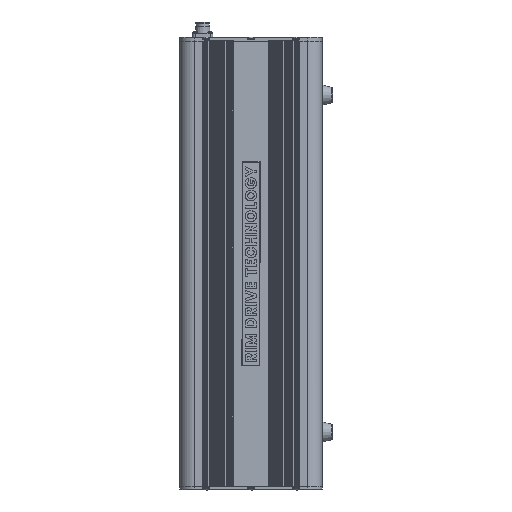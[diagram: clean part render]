
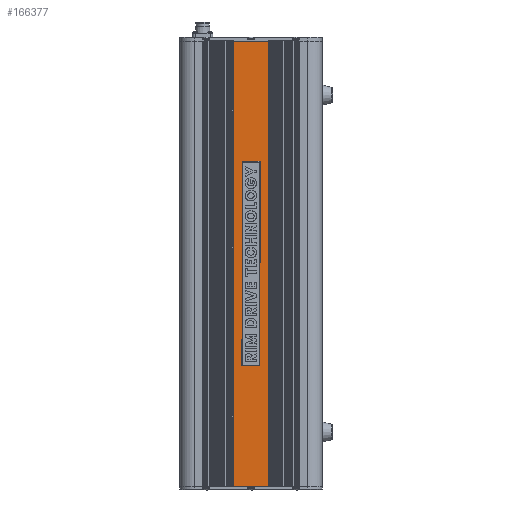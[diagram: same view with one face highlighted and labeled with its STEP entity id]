
A CAD part, left-side view. The second image highlights one B-rep face of the part: STEP entity #166377.
In plain terms, the highlighted planar face has unit normal (-1, 0, 0).
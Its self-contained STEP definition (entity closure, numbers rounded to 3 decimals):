
#504 = CARTESIAN_POINT ( 'NONE',  ( -125.68, -26.3, -330.5 ) ) ;
#4152 = DIRECTION ( 'NONE',  ( -1., 0., 0. ) ) ;
#5251 = AXIS2_PLACEMENT_3D ( 'NONE', #53942, #4152, #197907 ) ;
#8927 = VERTEX_POINT ( 'NONE', #146226 ) ;
#11273 = DIRECTION ( 'NONE',  ( 0., 0., 1. ) ) ;
#12064 = EDGE_LOOP ( 'NONE', ( #206050, #193824, #133405, #101316 ) ) ;
#12252 = ORIENTED_EDGE ( 'NONE', *, *, #65523, .F. ) ;
#16874 = CARTESIAN_POINT ( 'NONE',  ( -125.68, 13.379, -151.669 ) ) ;
#17514 = EDGE_CURVE ( 'NONE', #49599, #202734, #99139, .T. ) ;
#17827 = VERTEX_POINT ( 'NONE', #141616 ) ;
#17927 = DIRECTION ( 'NONE',  ( 0., 0., 1. ) ) ;
#23174 = CARTESIAN_POINT ( 'NONE',  ( -125.68, -28.93, -35.525 ) ) ;
#29423 = CARTESIAN_POINT ( 'NONE',  ( -125.68, -13.379, 151.497 ) ) ;
#29750 = CARTESIAN_POINT ( 'NONE',  ( -125.68, -13.091, -151.703 ) ) ;
#30329 = DIRECTION ( 'NONE',  ( 0., 0.001, -1. ) ) ;
#32408 = CARTESIAN_POINT ( 'NONE',  ( -125.68, 13.479, -151.669 ) ) ;
#34826 = DIRECTION ( 'NONE',  ( 0., 0., 1. ) ) ;
#37970 = FACE_OUTER_BOUND ( 'NONE', #12064, .T. ) ;
#38088 = DIRECTION ( 'NONE',  ( 0., 0., 1. ) ) ;
#40629 = VECTOR ( 'NONE', #196250, 1000. ) ;
#41475 = CARTESIAN_POINT ( 'NONE',  ( -125.68, 13.38, -151.769 ) ) ;
#41537 = VECTOR ( 'NONE', #178539, 1000. ) ;
#44793 = ORIENTED_EDGE ( 'NONE', *, *, #82344, .F. ) ;
#46546 = DIRECTION ( 'NONE',  ( -1., 0., 0. ) ) ;
#48382 = EDGE_CURVE ( 'NONE', #140659, #174409, #62738, .T. ) ;
#48799 = CARTESIAN_POINT ( 'NONE',  ( -125.68, 12.991, 151.531 ) ) ;
#49599 = VERTEX_POINT ( 'NONE', #100230 ) ;
#49865 = VECTOR ( 'NONE', #30329, 1000. ) ;
#51231 = CARTESIAN_POINT ( 'NONE',  ( -125.68, -26.298, 330. ) ) ;
#53942 = CARTESIAN_POINT ( 'NONE',  ( -125.68, -13.379, 151.397 ) ) ;
#55237 = ORIENTED_EDGE ( 'NONE', *, *, #161435, .F. ) ;
#55436 = CARTESIAN_POINT ( 'NONE',  ( -125.68, -8.767, 330. ) ) ;
#56996 = EDGE_CURVE ( 'NONE', #155001, #61417, #99808, .T. ) ;
#58159 = DIRECTION ( 'NONE',  ( 0., 0., -1. ) ) ;
#58819 = ORIENTED_EDGE ( 'NONE', *, *, #86868, .F. ) ;
#59264 = VECTOR ( 'NONE', #125338, 1000. ) ;
#60160 = AXIS2_PLACEMENT_3D ( 'NONE', #201065, #134370, #38088 ) ;
#61417 = VERTEX_POINT ( 'NONE', #504 ) ;
#61908 = VECTOR ( 'NONE', #80909, 1000. ) ;
#62738 = CIRCLE ( 'NONE', #5251, 0.1 ) ;
#65523 = EDGE_CURVE ( 'NONE', #17827, #180347, #116859, .T. ) ;
#66508 = CARTESIAN_POINT ( 'NONE',  ( -125.68, -26.298, 330. ) ) ;
#69202 = CARTESIAN_POINT ( 'NONE',  ( -125.68, 8.767, 330. ) ) ;
#72056 = EDGE_CURVE ( 'NONE', #158424, #61417, #78187, .T. ) ;
#78187 = LINE ( 'NONE', #203165, #125841 ) ;
#80265 = CARTESIAN_POINT ( 'NONE',  ( -125.68, 26.3, -330.5 ) ) ;
#80909 = DIRECTION ( 'NONE',  ( 0., -0.001, 1. ) ) ;
#82344 = EDGE_CURVE ( 'NONE', #180347, #140659, #178335, .T. ) ;
#82352 = B_SPLINE_CURVE_WITH_KNOTS ( 'NONE', 3,
 ( #149698, #69202, #55436, #51231 ),
 .UNSPECIFIED., .F., .F.,
 ( 4, 4 ),
 ( 0., 1. ),
 .UNSPECIFIED. ) ;
#86868 = EDGE_CURVE ( 'NONE', #202734, #17827, #186428, .T. ) ;
#87733 = ORIENTED_EDGE ( 'NONE', *, *, #48382, .F. ) ;
#92529 = CARTESIAN_POINT ( 'NONE',  ( -125.68, 12.991, 151.531 ) ) ;
#95641 = LINE ( 'NONE', #92529, #59264 ) ;
#96777 = VECTOR ( 'NONE', #126022, 1000. ) ;
#99139 = CIRCLE ( 'NONE', #143200, 0.1 ) ;
#99808 = LINE ( 'NONE', #168761, #40629 ) ;
#100230 = CARTESIAN_POINT ( 'NONE',  ( -125.68, 13.479, -151.669 ) ) ;
#100379 = PLANE ( 'NONE',  #167206 ) ;
#101316 = ORIENTED_EDGE ( 'NONE', *, *, #169272, .T. ) ;
#102458 = DIRECTION ( 'NONE',  ( -1., 0., 0. ) ) ;
#103489 = VERTEX_POINT ( 'NONE', #151624 ) ;
#116859 = CIRCLE ( 'NONE', #126994, 0.1 ) ;
#118735 = ORIENTED_EDGE ( 'NONE', *, *, #178272, .F. ) ;
#122414 = CARTESIAN_POINT ( 'NONE',  ( -125.68, -12.991, -151.703 ) ) ;
#125338 = DIRECTION ( 'NONE',  ( 0., 1., 0.001 ) ) ;
#125841 = VECTOR ( 'NONE', #58159, 1000. ) ;
#126022 = DIRECTION ( 'NONE',  ( 0., -1., -0.001 ) ) ;
#126454 = EDGE_CURVE ( 'NONE', #103489, #158424, #82352, .T. ) ;
#126994 = AXIS2_PLACEMENT_3D ( 'NONE', #122414, #152215, #11273 ) ;
#132667 = CARTESIAN_POINT ( 'NONE',  ( -125.68, -13.091, -151.703 ) ) ;
#133405 = ORIENTED_EDGE ( 'NONE', *, *, #126454, .F. ) ;
#133559 = VERTEX_POINT ( 'NONE', #48799 ) ;
#134370 = DIRECTION ( 'NONE',  ( -1., 0., 0. ) ) ;
#140550 = ORIENTED_EDGE ( 'NONE', *, *, #17514, .F. ) ;
#140659 = VERTEX_POINT ( 'NONE', #196270 ) ;
#140917 = CARTESIAN_POINT ( 'NONE',  ( -125.68, 13.38, -151.769 ) ) ;
#141616 = CARTESIAN_POINT ( 'NONE',  ( -125.68, -12.99, -151.803 ) ) ;
#143200 = AXIS2_PLACEMENT_3D ( 'NONE', #16874, #46546, #17927 ) ;
#146226 = CARTESIAN_POINT ( 'NONE',  ( -125.68, 13.091, 151.431 ) ) ;
#148861 = CARTESIAN_POINT ( 'NONE',  ( -125.68, 26.3, -35.525 ) ) ;
#149698 = CARTESIAN_POINT ( 'NONE',  ( -125.68, 26.298, 330. ) ) ;
#151298 = FACE_BOUND ( 'NONE', #200461, .T. ) ;
#151505 = CIRCLE ( 'NONE', #60160, 0.1 ) ;
#151624 = CARTESIAN_POINT ( 'NONE',  ( -125.68, 26.298, 330. ) ) ;
#152215 = DIRECTION ( 'NONE',  ( -1., 0., 0. ) ) ;
#155001 = VERTEX_POINT ( 'NONE', #80265 ) ;
#158424 = VERTEX_POINT ( 'NONE', #66508 ) ;
#159148 = ORIENTED_EDGE ( 'NONE', *, *, #191919, .F. ) ;
#160600 = LINE ( 'NONE', #32408, #49865 ) ;
#161435 = EDGE_CURVE ( 'NONE', #133559, #8927, #151505, .T. ) ;
#164837 = LINE ( 'NONE', #148861, #41537 ) ;
#166377 = ADVANCED_FACE ( 'NONE', ( #151298, #37970 ), #100379, .T. ) ;
#167206 = AXIS2_PLACEMENT_3D ( 'NONE', #23174, #102458, #34826 ) ;
#168761 = CARTESIAN_POINT ( 'NONE',  ( -125.68, -28.93, -330.5 ) ) ;
#169272 = EDGE_CURVE ( 'NONE', #103489, #155001, #164837, .T. ) ;
#174409 = VERTEX_POINT ( 'NONE', #29423 ) ;
#178272 = EDGE_CURVE ( 'NONE', #174409, #133559, #95641, .T. ) ;
#178335 = LINE ( 'NONE', #132667, #61908 ) ;
#178539 = DIRECTION ( 'NONE',  ( 0., 0., -1. ) ) ;
#180347 = VERTEX_POINT ( 'NONE', #29750 ) ;
#186428 = LINE ( 'NONE', #140917, #96777 ) ;
#191919 = EDGE_CURVE ( 'NONE', #8927, #49599, #160600, .T. ) ;
#193824 = ORIENTED_EDGE ( 'NONE', *, *, #72056, .F. ) ;
#196250 = DIRECTION ( 'NONE',  ( 0., -1., 0. ) ) ;
#196270 = CARTESIAN_POINT ( 'NONE',  ( -125.68, -13.479, 151.397 ) ) ;
#197907 = DIRECTION ( 'NONE',  ( 0., 0., 1. ) ) ;
#200461 = EDGE_LOOP ( 'NONE', ( #12252, #58819, #140550, #159148, #55237, #118735, #87733, #44793 ) ) ;
#201065 = CARTESIAN_POINT ( 'NONE',  ( -125.68, 12.991, 151.431 ) ) ;
#202734 = VERTEX_POINT ( 'NONE', #41475 ) ;
#203165 = CARTESIAN_POINT ( 'NONE',  ( -125.68, -26.3, -35.525 ) ) ;
#206050 = ORIENTED_EDGE ( 'NONE', *, *, #56996, .T. ) ;
